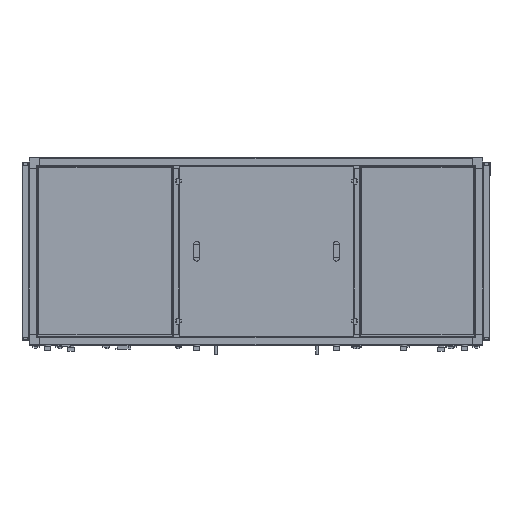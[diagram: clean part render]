
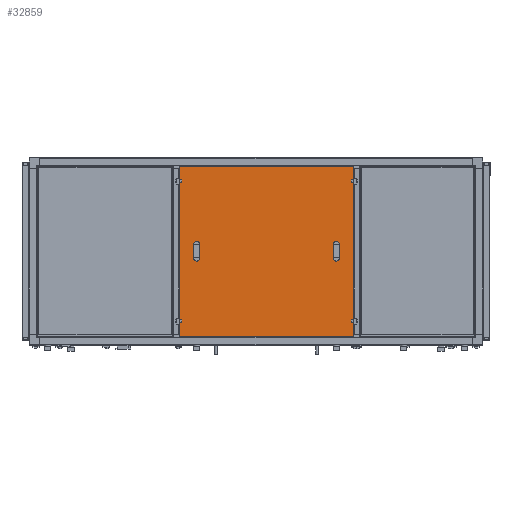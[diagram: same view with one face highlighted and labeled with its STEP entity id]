
A CAD part, top view. The second image highlights one B-rep face of the part: STEP entity #32859.
In plain terms, the highlighted face is planar.
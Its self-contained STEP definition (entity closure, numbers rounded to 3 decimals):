
#2493 = CARTESIAN_POINT ( 'NONE',  ( -619.2, 608.2, 0. ) ) ;
#15841 = ORIENTED_EDGE ( 'NONE', *, *, #35394, .F. ) ;
#30836 = VERTEX_POINT ( 'NONE', #184038 ) ;
#32140 = VERTEX_POINT ( 'NONE', #132327 ) ;
#32859 = ADVANCED_FACE ( 'NONE', ( #35546 ), #120442, .T. ) ;
#35226 = CARTESIAN_POINT ( 'NONE',  ( -619.2, 608.2, 0. ) ) ;
#35394 = EDGE_CURVE ( 'NONE', #30836, #167227, #53149, .T. ) ;
#35546 = FACE_OUTER_BOUND ( 'NONE', #109790, .T. ) ;
#36534 = VECTOR ( 'NONE', #171145, 1000. ) ;
#47137 = DIRECTION ( 'NONE',  ( 0., 0., -1. ) ) ;
#52841 = AXIS2_PLACEMENT_3D ( 'NONE', #94396, #47137, #153230 ) ;
#53149 = LINE ( 'NONE', #182460, #183679 ) ;
#65395 = ORIENTED_EDGE ( 'NONE', *, *, #126363, .F. ) ;
#80802 = LINE ( 'NONE', #139596, #185531 ) ;
#83391 = CARTESIAN_POINT ( 'NONE',  ( -619.2, -608.2, 0. ) ) ;
#92998 = VECTOR ( 'NONE', #104737, 1000. ) ;
#94267 = EDGE_CURVE ( 'NONE', #32140, #30836, #80802, .T. ) ;
#94396 = CARTESIAN_POINT ( 'NONE',  ( 0., 0., 0. ) ) ;
#104737 = DIRECTION ( 'NONE',  ( 0., -1., 0. ) ) ;
#109790 = EDGE_LOOP ( 'NONE', ( #111287, #65395, #157194, #15841 ) ) ;
#111287 = ORIENTED_EDGE ( 'NONE', *, *, #94267, .F. ) ;
#114184 = LINE ( 'NONE', #83391, #36534 ) ;
#120442 = PLANE ( 'NONE',  #52841 ) ;
#126363 = EDGE_CURVE ( 'NONE', #157192, #32140, #114184, .T. ) ;
#131736 = EDGE_CURVE ( 'NONE', #167227, #157192, #134633, .T. ) ;
#132327 = CARTESIAN_POINT ( 'NONE',  ( 619.2, -608.2, 0. ) ) ;
#134633 = LINE ( 'NONE', #2493, #92998 ) ;
#139596 = CARTESIAN_POINT ( 'NONE',  ( 619.2, 608.2, 0. ) ) ;
#147134 = CARTESIAN_POINT ( 'NONE',  ( -619.2, -608.2, 0. ) ) ;
#151238 = DIRECTION ( 'NONE',  ( 0., 1., 0. ) ) ;
#153230 = DIRECTION ( 'NONE',  ( 0., -1., 0. ) ) ;
#157192 = VERTEX_POINT ( 'NONE', #147134 ) ;
#157194 = ORIENTED_EDGE ( 'NONE', *, *, #131736, .F. ) ;
#167227 = VERTEX_POINT ( 'NONE', #35226 ) ;
#171145 = DIRECTION ( 'NONE',  ( 1., 0., 0. ) ) ;
#181510 = DIRECTION ( 'NONE',  ( -1., 0., 0. ) ) ;
#182460 = CARTESIAN_POINT ( 'NONE',  ( -619.2, 608.2, 0. ) ) ;
#183679 = VECTOR ( 'NONE', #181510, 1000. ) ;
#184038 = CARTESIAN_POINT ( 'NONE',  ( 619.2, 608.2, 0. ) ) ;
#185531 = VECTOR ( 'NONE', #151238, 1000. ) ;
